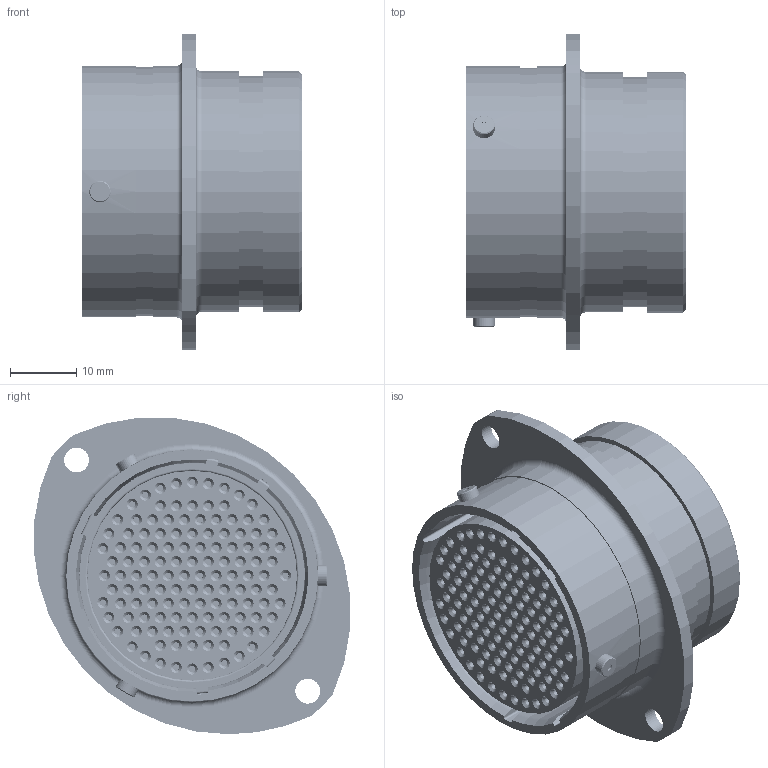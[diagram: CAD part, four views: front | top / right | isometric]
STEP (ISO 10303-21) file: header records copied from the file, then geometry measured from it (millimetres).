
FILE_DESCRIPTION (( 'STEP AP214' ), '1' );
FILE_NAME ('AS024-35SC.STEP', '2022-02-09T13:37:46', ( '' ), ( '' ), 'SwSTEP 2.0', 'SolidWorks 2020', '' );
FILE_SCHEMA (( 'AUTOMOTIVE_DESIGN' ));
Length unit declared in the file: millimetre
Products named in the file (1): AS024-35SC
Bounding box: 33.31 x 47.72 x 47.79 mm (x, y, z)
Volume: 27549.7 mm3; surface area: 33554.8 mm2
Topology: 11 solids, 11 shells, 3183 faces, 6951 edges, 3930 vertices
Faces by surface type: torus 1302, cylinder 887, cone 788, plane 190, sphere 16
Entity records: 123795 total; most frequent: DIRECTION 18436, CARTESIAN_POINT 14383, ORIENTED_EDGE 13870, AXIS2_PLACEMENT_3D 8359, EDGE_CURVE 6935, CIRCLE 5177, VERTEX_POINT 3924, EDGE_LOOP 3857
